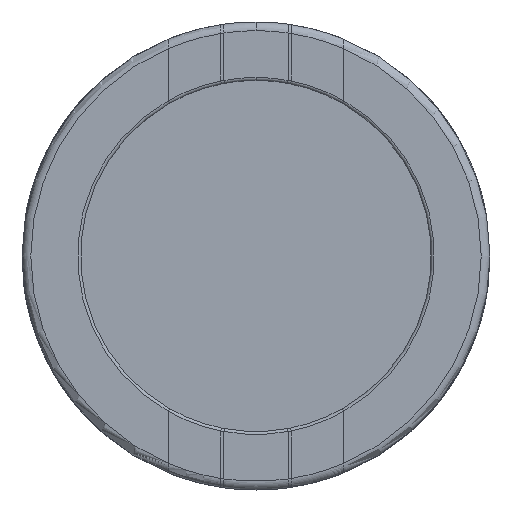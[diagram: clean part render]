
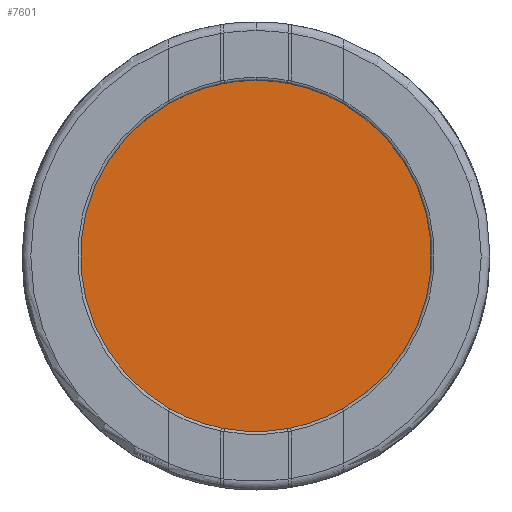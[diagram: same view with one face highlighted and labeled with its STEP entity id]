
A CAD part, front view. The second image highlights one B-rep face of the part: STEP entity #7601.
In plain terms, the highlighted planar face has unit normal (0, -1, 0).
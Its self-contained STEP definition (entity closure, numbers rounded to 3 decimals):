
#183 = DIRECTION ( 'NONE',  ( 0., 0., -1. ) ) ;
#256 = ORIENTED_EDGE ( 'NONE', *, *, #2952, .T. ) ;
#278 = AXIS2_PLACEMENT_3D ( 'NONE', #438, #4804, #4826 ) ;
#342 = ORIENTED_EDGE ( 'NONE', *, *, #5962, .T. ) ;
#438 = CARTESIAN_POINT ( 'NONE',  ( 0., 0.1, 0. ) ) ;
#478 = CARTESIAN_POINT ( 'NONE',  ( 1.082, 0.1, 5.902 ) ) ;
#483 = EDGE_CURVE ( 'NONE', #7254, #1620, #4157, .T. ) ;
#513 = CIRCLE ( 'NONE', #3989, 6. ) ;
#539 = CIRCLE ( 'NONE', #2165, 6. ) ;
#600 = DIRECTION ( 'NONE',  ( 0., 0., -1. ) ) ;
#649 = ORIENTED_EDGE ( 'NONE', *, *, #3289, .T. ) ;
#731 = CARTESIAN_POINT ( 'NONE',  ( 0., 0.1, 0. ) ) ;
#754 = CIRCLE ( 'NONE', #7411, 6. ) ;
#792 = DIRECTION ( 'NONE',  ( 0., -1., 0. ) ) ;
#835 = CARTESIAN_POINT ( 'NONE',  ( -1.082, 0.1, -5.902 ) ) ;
#939 = CIRCLE ( 'NONE', #2111, 6. ) ;
#1146 = DIRECTION ( 'NONE',  ( 0., -1., 0. ) ) ;
#1320 = CARTESIAN_POINT ( 'NONE',  ( 0., 0.1, 6. ) ) ;
#1325 = AXIS2_PLACEMENT_3D ( 'NONE', #7017, #3301, #183 ) ;
#1428 = AXIS2_PLACEMENT_3D ( 'NONE', #7474, #3747, #2458 ) ;
#1554 = CARTESIAN_POINT ( 'NONE',  ( -2.951, 0.1, 5.224 ) ) ;
#1618 = ORIENTED_EDGE ( 'NONE', *, *, #5491, .T. ) ;
#1620 = VERTEX_POINT ( 'NONE', #5570 ) ;
#1704 = AXIS2_PLACEMENT_3D ( 'NONE', #7014, #6960, #4551 ) ;
#1714 = EDGE_CURVE ( 'NONE', #6098, #4837, #539, .T. ) ;
#1765 = DIRECTION ( 'NONE',  ( 0., 0., -1. ) ) ;
#1834 = DIRECTION ( 'NONE',  ( 0., 0., -1. ) ) ;
#1839 = VERTEX_POINT ( 'NONE', #2734 ) ;
#1864 = CIRCLE ( 'NONE', #3443, 6. ) ;
#1905 = VERTEX_POINT ( 'NONE', #835 ) ;
#2042 = DIRECTION ( 'NONE',  ( 0., 0., -1. ) ) ;
#2047 = EDGE_CURVE ( 'NONE', #2136, #1839, #754, .T. ) ;
#2083 = EDGE_CURVE ( 'NONE', #2819, #5011, #2611, .T. ) ;
#2111 = AXIS2_PLACEMENT_3D ( 'NONE', #7173, #2755, #4690 ) ;
#2136 = VERTEX_POINT ( 'NONE', #3939 ) ;
#2165 = AXIS2_PLACEMENT_3D ( 'NONE', #6250, #4384, #5090 ) ;
#2458 = DIRECTION ( 'NONE',  ( 0., 0., -1. ) ) ;
#2491 = DIRECTION ( 'NONE',  ( 0., 0., -1. ) ) ;
#2500 = PLANE ( 'NONE',  #1704 ) ;
#2611 = CIRCLE ( 'NONE', #1325, 6. ) ;
#2632 = ORIENTED_EDGE ( 'NONE', *, *, #6988, .T. ) ;
#2719 = VERTEX_POINT ( 'NONE', #4807 ) ;
#2734 = CARTESIAN_POINT ( 'NONE',  ( -1.18, 0.1, -5.883 ) ) ;
#2755 = DIRECTION ( 'NONE',  ( 0., -1., 0. ) ) ;
#2819 = VERTEX_POINT ( 'NONE', #7520 ) ;
#2952 = EDGE_CURVE ( 'NONE', #4829, #2136, #2969, .T. ) ;
#2954 = ORIENTED_EDGE ( 'NONE', *, *, #2047, .T. ) ;
#2969 = CIRCLE ( 'NONE', #6431, 6. ) ;
#3045 = CIRCLE ( 'NONE', #5911, 6. ) ;
#3231 = FACE_OUTER_BOUND ( 'NONE', #6007, .T. ) ;
#3232 = AXIS2_PLACEMENT_3D ( 'NONE', #731, #792, #2042 ) ;
#3289 = EDGE_CURVE ( 'NONE', #4837, #2819, #939, .T. ) ;
#3301 = DIRECTION ( 'NONE',  ( 0., -1., 0. ) ) ;
#3422 = EDGE_CURVE ( 'NONE', #1620, #4829, #6654, .T. ) ;
#3443 = AXIS2_PLACEMENT_3D ( 'NONE', #6077, #6758, #4840 ) ;
#3565 = ORIENTED_EDGE ( 'NONE', *, *, #3727, .T. ) ;
#3584 = ORIENTED_EDGE ( 'NONE', *, *, #2083, .T. ) ;
#3688 = DIRECTION ( 'NONE',  ( 0., -1., 0. ) ) ;
#3727 = EDGE_CURVE ( 'NONE', #5011, #4263, #4324, .T. ) ;
#3747 = DIRECTION ( 'NONE',  ( 0., -1., 0. ) ) ;
#3785 = ORIENTED_EDGE ( 'NONE', *, *, #483, .T. ) ;
#3871 = ORIENTED_EDGE ( 'NONE', *, *, #4413, .T. ) ;
#3939 = CARTESIAN_POINT ( 'NONE',  ( -2.951, 0.1, -5.224 ) ) ;
#3989 = AXIS2_PLACEMENT_3D ( 'NONE', #7019, #4502, #7606 ) ;
#4157 = CIRCLE ( 'NONE', #7495, 6. ) ;
#4263 = VERTEX_POINT ( 'NONE', #1320 ) ;
#4324 = CIRCLE ( 'NONE', #278, 6. ) ;
#4384 = DIRECTION ( 'NONE',  ( 0., -1., 0. ) ) ;
#4413 = EDGE_CURVE ( 'NONE', #4263, #7254, #513, .T. ) ;
#4476 = AXIS2_PLACEMENT_3D ( 'NONE', #5358, #4801, #6588 ) ;
#4502 = DIRECTION ( 'NONE',  ( 0., -1., 0. ) ) ;
#4551 = DIRECTION ( 'NONE',  ( 0., 0., -1. ) ) ;
#4690 = DIRECTION ( 'NONE',  ( 0., 0., -1. ) ) ;
#4750 = CARTESIAN_POINT ( 'NONE',  ( 2.951, 0.1, -5.224 ) ) ;
#4801 = DIRECTION ( 'NONE',  ( 0., -1., 0. ) ) ;
#4804 = DIRECTION ( 'NONE',  ( 0., -1., 0. ) ) ;
#4807 = CARTESIAN_POINT ( 'NONE',  ( 1.18, 0.1, -5.883 ) ) ;
#4826 = DIRECTION ( 'NONE',  ( 0., 0., -1. ) ) ;
#4829 = VERTEX_POINT ( 'NONE', #1554 ) ;
#4837 = VERTEX_POINT ( 'NONE', #7219 ) ;
#4840 = DIRECTION ( 'NONE',  ( 0., 0., -1. ) ) ;
#4869 = VERTEX_POINT ( 'NONE', #7196 ) ;
#5011 = VERTEX_POINT ( 'NONE', #478 ) ;
#5090 = DIRECTION ( 'NONE',  ( 0., 0., -1. ) ) ;
#5140 = ORIENTED_EDGE ( 'NONE', *, *, #3422, .T. ) ;
#5265 = CIRCLE ( 'NONE', #4476, 6. ) ;
#5358 = CARTESIAN_POINT ( 'NONE',  ( 0., 0.1, 0. ) ) ;
#5491 = EDGE_CURVE ( 'NONE', #2719, #6098, #3045, .T. ) ;
#5551 = CARTESIAN_POINT ( 'NONE',  ( 0., 0.1, 0. ) ) ;
#5570 = CARTESIAN_POINT ( 'NONE',  ( -1.18, 0.1, 5.883 ) ) ;
#5800 = CARTESIAN_POINT ( 'NONE',  ( -1.082, 0.1, 5.902 ) ) ;
#5911 = AXIS2_PLACEMENT_3D ( 'NONE', #6862, #6805, #600 ) ;
#5962 = EDGE_CURVE ( 'NONE', #1839, #1905, #6836, .T. ) ;
#6007 = EDGE_LOOP ( 'NONE', ( #6302, #1618, #8054, #649, #3584, #3565, #3871, #3785, #5140, #256, #2954, #342, #2632 ) ) ;
#6058 = EDGE_CURVE ( 'NONE', #4869, #2719, #5265, .T. ) ;
#6077 = CARTESIAN_POINT ( 'NONE',  ( 0., 0.1, 0. ) ) ;
#6098 = VERTEX_POINT ( 'NONE', #4750 ) ;
#6227 = DIRECTION ( 'NONE',  ( 0., -1., 0. ) ) ;
#6250 = CARTESIAN_POINT ( 'NONE',  ( 0., 0.1, 0. ) ) ;
#6302 = ORIENTED_EDGE ( 'NONE', *, *, #6058, .T. ) ;
#6431 = AXIS2_PLACEMENT_3D ( 'NONE', #5551, #3688, #1834 ) ;
#6588 = DIRECTION ( 'NONE',  ( 0., 0., -1. ) ) ;
#6654 = CIRCLE ( 'NONE', #1428, 6. ) ;
#6758 = DIRECTION ( 'NONE',  ( 0., -1., 0. ) ) ;
#6805 = DIRECTION ( 'NONE',  ( 0., -1., 0. ) ) ;
#6836 = CIRCLE ( 'NONE', #3232, 6. ) ;
#6862 = CARTESIAN_POINT ( 'NONE',  ( 0., 0.1, 0. ) ) ;
#6960 = DIRECTION ( 'NONE',  ( 0., -1., 0. ) ) ;
#6988 = EDGE_CURVE ( 'NONE', #1905, #4869, #1864, .T. ) ;
#7014 = CARTESIAN_POINT ( 'NONE',  ( 0., 0.1, 0. ) ) ;
#7017 = CARTESIAN_POINT ( 'NONE',  ( 0., 0.1, 0. ) ) ;
#7019 = CARTESIAN_POINT ( 'NONE',  ( 0., 0.1, 0. ) ) ;
#7173 = CARTESIAN_POINT ( 'NONE',  ( 0., 0.1, 0. ) ) ;
#7196 = CARTESIAN_POINT ( 'NONE',  ( 1.082, 0.1, -5.902 ) ) ;
#7219 = CARTESIAN_POINT ( 'NONE',  ( 2.951, 0.1, 5.224 ) ) ;
#7254 = VERTEX_POINT ( 'NONE', #5800 ) ;
#7387 = CARTESIAN_POINT ( 'NONE',  ( 0., 0.1, 0. ) ) ;
#7411 = AXIS2_PLACEMENT_3D ( 'NONE', #8041, #6227, #2491 ) ;
#7474 = CARTESIAN_POINT ( 'NONE',  ( 0., 0.1, 0. ) ) ;
#7495 = AXIS2_PLACEMENT_3D ( 'NONE', #7387, #1146, #1765 ) ;
#7520 = CARTESIAN_POINT ( 'NONE',  ( 1.18, 0.1, 5.883 ) ) ;
#7601 = ADVANCED_FACE ( 'NONE', ( #3231 ), #2500, .T. ) ;
#7606 = DIRECTION ( 'NONE',  ( 0., 0., -1. ) ) ;
#8041 = CARTESIAN_POINT ( 'NONE',  ( 0., 0.1, 0. ) ) ;
#8054 = ORIENTED_EDGE ( 'NONE', *, *, #1714, .T. ) ;
